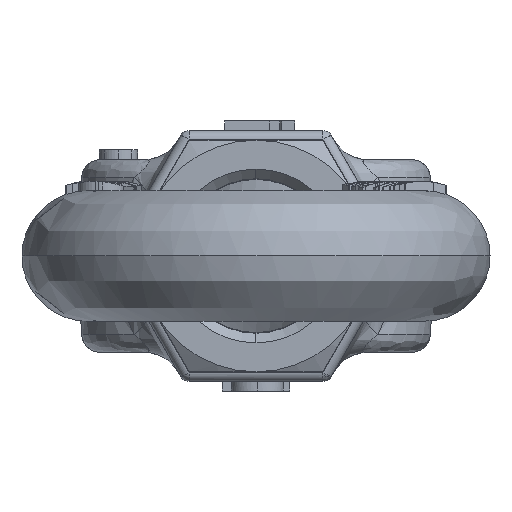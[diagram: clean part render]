
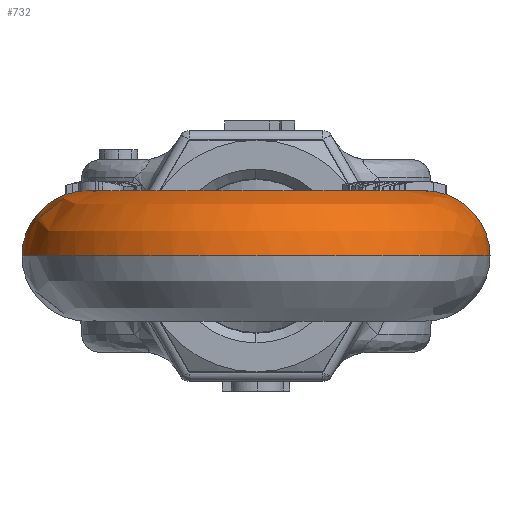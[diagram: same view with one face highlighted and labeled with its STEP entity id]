
A CAD part, left-side view. The second image highlights one B-rep face of the part: STEP entity #732.
In plain terms, the highlighted free-form (B-spline) face has degree [3, 3] with [7, 4] control points.
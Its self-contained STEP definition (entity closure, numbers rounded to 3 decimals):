
#732=ADVANCED_FACE('',(#1726),#1727,.T.);
#1726=FACE_OUTER_BOUND('',#7212,.T.);
#1727=(B_SPLINE_SURFACE(3,3,((#7214,#7215,#7216,#7217),(#7218,#7219,#7220,#7221),(#7222,#7223,#7224,#7225),(#7226,#7227,#7228,#7229),(#7230,#7231,#7232,#7233),(#7234,#7235,#7236,#7237),(#7238,#7239,#7240,#7241)),.UNSPECIFIED.,.T.,.F.,.F.)B_SPLINE_SURFACE_WITH_KNOTS((4,3,4),(4,4),(0.0,0.5,1.0),(0.0,1.0),.UNSPECIFIED.)RATIONAL_B_SPLINE_SURFACE(((1.0,0.34,0.34,1.0),(0.333,0.113,0.113,0.333),(0.333,0.113,0.113,0.333),(1.0,0.34,0.34,1.0),(0.333,0.113,0.113,0.333),(0.333,0.113,0.113,0.333),(1.0,0.34,0.34,1.0)))BOUNDED_SURFACE()REPRESENTATION_ITEM('')GEOMETRIC_REPRESENTATION_ITEM()SURFACE());
#7212=EDGE_LOOP('',(#13458,#13459,#13460,#13461));
#7214=CARTESIAN_POINT('',(-92.659,126.902,150.905));
#7215=CARTESIAN_POINT('',(-140.269,126.459,150.905));
#7216=CARTESIAN_POINT('',(-140.269,78.846,150.905));
#7217=CARTESIAN_POINT('',(-92.659,78.404,150.905));
#7218=CARTESIAN_POINT('',(-92.659,126.902,137.405));
#7219=CARTESIAN_POINT('',(-140.269,126.459,137.405));
#7220=CARTESIAN_POINT('',(-140.269,78.846,137.405));
#7221=CARTESIAN_POINT('',(-92.659,78.404,137.405));
#7222=CARTESIAN_POINT('',(-92.533,113.402,137.405));
#7223=CARTESIAN_POINT('',(-113.639,113.206,137.405));
#7224=CARTESIAN_POINT('',(-113.639,92.099,137.405));
#7225=CARTESIAN_POINT('',(-92.533,91.903,137.405));
#7226=CARTESIAN_POINT('',(-92.533,113.402,150.905));
#7227=CARTESIAN_POINT('',(-113.639,113.206,150.905));
#7228=CARTESIAN_POINT('',(-113.639,92.099,150.905));
#7229=CARTESIAN_POINT('',(-92.533,91.903,150.905));
#7230=CARTESIAN_POINT('',(-92.533,113.402,164.405));
#7231=CARTESIAN_POINT('',(-113.639,113.206,164.405));
#7232=CARTESIAN_POINT('',(-113.639,92.099,164.405));
#7233=CARTESIAN_POINT('',(-92.533,91.903,164.405));
#7234=CARTESIAN_POINT('',(-92.659,126.902,164.405));
#7235=CARTESIAN_POINT('',(-140.269,126.459,164.405));
#7236=CARTESIAN_POINT('',(-140.269,78.846,164.405));
#7237=CARTESIAN_POINT('',(-92.659,78.404,164.405));
#7238=CARTESIAN_POINT('',(-92.659,126.902,150.905));
#7239=CARTESIAN_POINT('',(-140.269,126.459,150.905));
#7240=CARTESIAN_POINT('',(-140.269,78.846,150.905));
#7241=CARTESIAN_POINT('',(-92.659,78.404,150.905));
#13458=ORIENTED_EDGE('',*,*,#16776,.F.);
#13459=ORIENTED_EDGE('',*,*,#16777,.F.);
#13460=ORIENTED_EDGE('',*,*,#16778,.T.);
#13461=ORIENTED_EDGE('',*,*,#16779,.F.);
#16776=EDGE_CURVE('',#18952,#18953,#18954,.T.);
#16777=EDGE_CURVE('',#18955,#18952,#18956,.T.);
#16778=EDGE_CURVE('',#18955,#18957,#18958,.T.);
#16779=EDGE_CURVE('',#18953,#18957,#18959,.T.);
#18952=VERTEX_POINT('',#26047);
#18953=VERTEX_POINT('',#26048);
#18954=(B_SPLINE_CURVE(3,(#26050,#26051,#26052,#26053),.UNSPECIFIED.,.F.,.F.)B_SPLINE_CURVE_WITH_KNOTS((4,4),(-1.0,-0.0),.UNSPECIFIED.)RATIONAL_B_SPLINE_CURVE((1.0,0.34,0.34,1.0))BOUNDED_CURVE()REPRESENTATION_ITEM('')GEOMETRIC_REPRESENTATION_ITEM()CURVE());
#18955=VERTEX_POINT('',#26060);
#18956=CIRCLE('',#26061,6.75);
#18957=VERTEX_POINT('',#26062);
#18958=(B_SPLINE_CURVE(3,(#26064,#26065,#26066,#26067),.UNSPECIFIED.,.F.,.F.)B_SPLINE_CURVE_WITH_KNOTS((4,4),(-1.0,-0.0),.UNSPECIFIED.)RATIONAL_B_SPLINE_CURVE((1.0,0.34,0.34,1.0))BOUNDED_CURVE()REPRESENTATION_ITEM('')GEOMETRIC_REPRESENTATION_ITEM()CURVE());
#18959=CIRCLE('',#26074,6.75);
#26047=CARTESIAN_POINT('',(-92.659,78.404,150.905));
#26048=CARTESIAN_POINT('',(-92.659,126.902,150.905));
#26050=CARTESIAN_POINT('',(-92.659,78.404,150.905));
#26051=CARTESIAN_POINT('',(-140.269,78.846,150.905));
#26052=CARTESIAN_POINT('',(-140.269,126.459,150.905));
#26053=CARTESIAN_POINT('',(-92.659,126.902,150.905));
#26060=CARTESIAN_POINT('',(-92.533,91.903,150.905));
#26061=AXIS2_PLACEMENT_3D('',#32718,#32719,#32720);
#26062=CARTESIAN_POINT('',(-92.533,113.402,150.905));
#26064=CARTESIAN_POINT('',(-92.533,91.903,150.905));
#26065=CARTESIAN_POINT('',(-113.639,92.099,150.905));
#26066=CARTESIAN_POINT('',(-113.639,113.206,150.905));
#26067=CARTESIAN_POINT('',(-92.533,113.402,150.905));
#26074=AXIS2_PLACEMENT_3D('',#32721,#32722,#32723);
#32718=CARTESIAN_POINT('',(-92.596,85.153,150.905));
#32719=DIRECTION('',(1.,-0.009,0.0));
#32720=DIRECTION('',(-0.009,-1.,0.0));
#32721=CARTESIAN_POINT('',(-92.596,120.152,150.905));
#32722=DIRECTION('',(1.,0.009,0.0));
#32723=DIRECTION('',(-0.009,1.,0.0));
